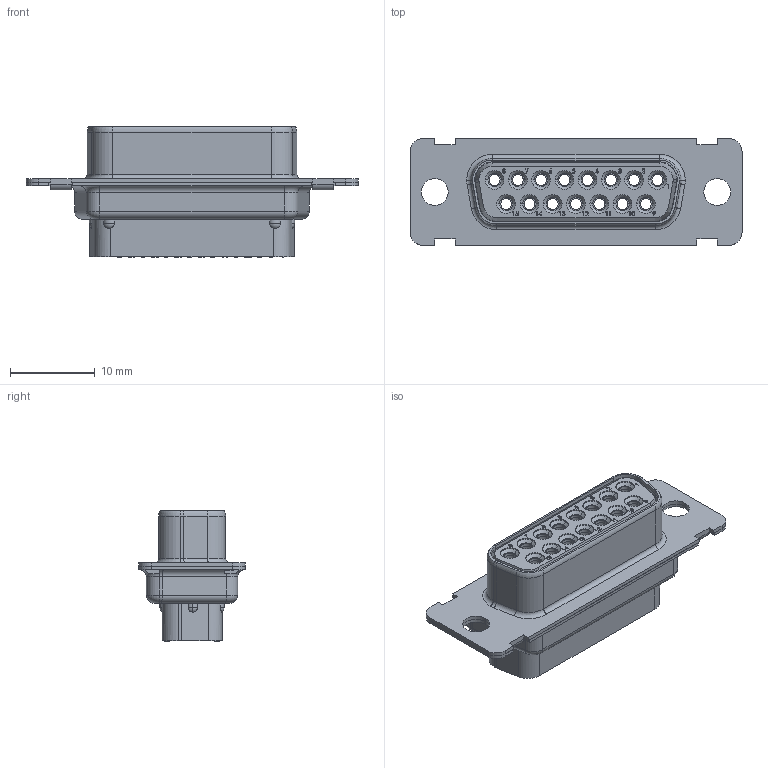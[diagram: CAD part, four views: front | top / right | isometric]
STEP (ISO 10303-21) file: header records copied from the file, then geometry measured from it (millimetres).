
FILE_DESCRIPTION(('STEP AP214'),'1');
FILE_NAME('tmp0.stp',' ',(' '),(' '),'XStep 1.0',' ',' ');
FILE_SCHEMA(('automotive_design'));
Length unit declared in the file: millimetre
Products named in the file (19): RD15F0000S|4724-0-2|4710-0-0;Extrusion3; RD15F0000S|4724-0-2|4724-2-0;Symétrie3; RD15F0000S|4724-0-2|4724-1-0;Extrusion2; RD15F0000S|4733-15-4_4733-15 Ø3.18;Enlèv. mat.-Extru.4; RD15F0000S|4731-15-4_4731-15-0 plié;Symétrie1
Bounding box: 39.14 x 12.55 x 15.4 mm (x, y, z)
Volume: 2390.6 mm3; surface area: 6559.8 mm2
Topology: 19 solids, 19 shells, 2058 faces, 5551 edges, 3638 vertices
Faces by surface type: plane 889, cylinder 543, bspline 447, cone 106, torus 65, sphere 8
Entity records: 100989 total; most frequent: CARTESIAN_POINT 35857, ORIENTED_EDGE 11102, DIRECTION 8442, EDGE_CURVE 5551, VERTEX_POINT 3638, AXIS2_PLACEMENT_3D 2904, LINE 2634, VECTOR 2634
